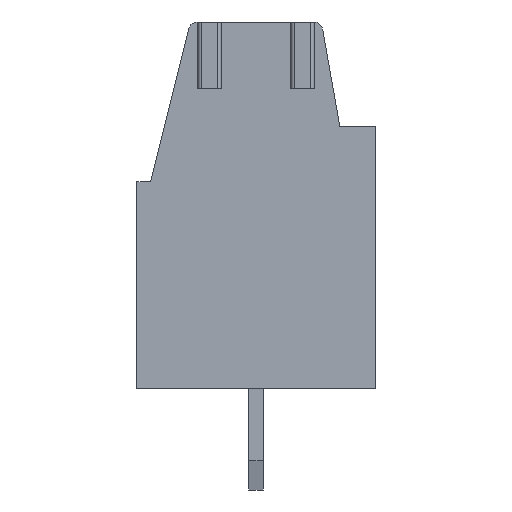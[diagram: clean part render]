
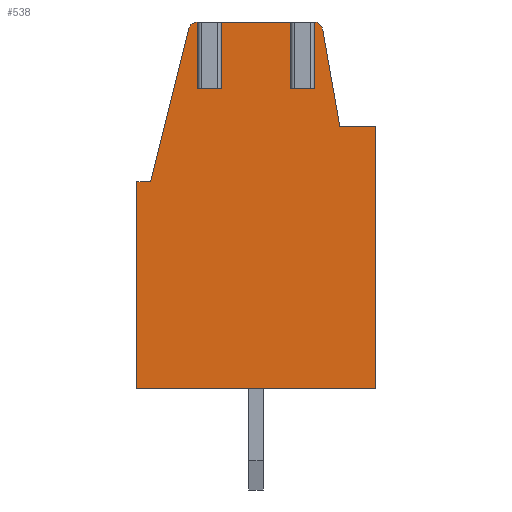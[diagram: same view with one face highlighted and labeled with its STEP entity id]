
A CAD part, left-side view. The second image highlights one B-rep face of the part: STEP entity #538.
In plain terms, the highlighted planar face has unit normal (-1, 0, 0).
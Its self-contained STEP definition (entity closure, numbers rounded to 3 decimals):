
#538 = ADVANCED_FACE( '', ( #1165 ), #1166, .T. );
#1165 = FACE_OUTER_BOUND( '', #1874, .T. );
#1166 = PLANE( '', #1875 );
#1874 = EDGE_LOOP( '', ( #3381, #3382, #3383, #3384, #3385, #3386, #3387, #3388, #3389, #3390, #3391, #3392, #3393, #3394, #3395, #3396, #3397, #3398 ) );
#1875 = AXIS2_PLACEMENT_3D( '', #3399, #3400, #3401 );
#3381 = ORIENTED_EDGE( '', *, *, #4722, .T. );
#3382 = ORIENTED_EDGE( '', *, *, #4634, .T. );
#3383 = ORIENTED_EDGE( '', *, *, #4802, .T. );
#3384 = ORIENTED_EDGE( '', *, *, #4803, .T. );
#3385 = ORIENTED_EDGE( '', *, *, #4549, .T. );
#3386 = ORIENTED_EDGE( '', *, *, #4500, .T. );
#3387 = ORIENTED_EDGE( '', *, *, #4804, .T. );
#3388 = ORIENTED_EDGE( '', *, *, #4805, .F. );
#3389 = ORIENTED_EDGE( '', *, *, #4806, .T. );
#3390 = ORIENTED_EDGE( '', *, *, #4807, .T. );
#3391 = ORIENTED_EDGE( '', *, *, #4808, .T. );
#3392 = ORIENTED_EDGE( '', *, *, #4515, .F. );
#3393 = ORIENTED_EDGE( '', *, *, #4809, .F. );
#3394 = ORIENTED_EDGE( '', *, *, #4597, .T. );
#3395 = ORIENTED_EDGE( '', *, *, #4810, .F. );
#3396 = ORIENTED_EDGE( '', *, *, #4811, .T. );
#3397 = ORIENTED_EDGE( '', *, *, #4812, .T. );
#3398 = ORIENTED_EDGE( '', *, *, #4813, .T. );
#3399 = CARTESIAN_POINT( '', ( -28.069, 271.943, -29.87 ) );
#3400 = DIRECTION( '', ( -1., 0., 0. ) );
#3401 = DIRECTION( '', ( 0., -1., 0. ) );
#4500 = EDGE_CURVE( '', #5537, #5534, #5538, .T. );
#4515 = EDGE_CURVE( '', #5561, #5562, #5563, .T. );
#4549 = EDGE_CURVE( '', #5612, #5537, #5613, .T. );
#4597 = EDGE_CURVE( '', #5683, #5684, #5685, .T. );
#4634 = EDGE_CURVE( '', #5738, #5736, #5739, .T. );
#4722 = EDGE_CURVE( '', #5865, #5738, #5866, .T. );
#4802 = EDGE_CURVE( '', #5736, #5973, #5974, .T. );
#4803 = EDGE_CURVE( '', #5973, #5612, #5975, .T. );
#4804 = EDGE_CURVE( '', #5534, #5976, #5977, .T. );
#4805 = EDGE_CURVE( '', #5978, #5976, #5979, .T. );
#4806 = EDGE_CURVE( '', #5978, #5980, #5981, .T. );
#4807 = EDGE_CURVE( '', #5980, #5982, #5983, .T. );
#4808 = EDGE_CURVE( '', #5982, #5562, #5984, .T. );
#4809 = EDGE_CURVE( '', #5683, #5561, #5985, .T. );
#4810 = EDGE_CURVE( '', #5986, #5684, #5987, .T. );
#4811 = EDGE_CURVE( '', #5986, #5988, #5989, .T. );
#4812 = EDGE_CURVE( '', #5988, #5990, #5991, .T. );
#4813 = EDGE_CURVE( '', #5990, #5865, #5992, .T. );
#5534 = VERTEX_POINT( '', #6989 );
#5537 = VERTEX_POINT( '', #6993 );
#5538 = CIRCLE( '', #6994, 0.3 );
#5561 = VERTEX_POINT( '', #7042 );
#5562 = VERTEX_POINT( '', #7043 );
#5563 = LINE( '', #7044, #7045 );
#5612 = VERTEX_POINT( '', #7111 );
#5613 = LINE( '', #7112, #7113 );
#5683 = VERTEX_POINT( '', #7229 );
#5684 = VERTEX_POINT( '', #7230 );
#5685 = LINE( '', #7231, #7232 );
#5736 = VERTEX_POINT( '', #7308 );
#5738 = VERTEX_POINT( '', #7311 );
#5739 = LINE( '', #7312, #7313 );
#5865 = VERTEX_POINT( '', #7500 );
#5866 = LINE( '', #7501, #7502 );
#5973 = VERTEX_POINT( '', #7659 );
#5974 = LINE( '', #7660, #7661 );
#5975 = LINE( '', #7662, #7663 );
#5976 = VERTEX_POINT( '', #7664 );
#5977 = LINE( '', #7665, #7666 );
#5978 = VERTEX_POINT( '', #7667 );
#5979 = LINE( '', #7668, #7669 );
#5980 = VERTEX_POINT( '', #7670 );
#5981 = LINE( '', #7671, #7672 );
#5982 = VERTEX_POINT( '', #7673 );
#5983 = LINE( '', #7674, #7675 );
#5984 = LINE( '', #7676, #7677 );
#5985 = LINE( '', #7678, #7679 );
#5986 = VERTEX_POINT( '', #7680 );
#5987 = LINE( '', #7681, #7682 );
#5988 = VERTEX_POINT( '', #7683 );
#5989 = CIRCLE( '', #7684, 0.3 );
#5990 = VERTEX_POINT( '', #7685 );
#5991 = LINE( '', #7686, #7687 );
#5992 = LINE( '', #7688, #7689 );
#6989 = CARTESIAN_POINT( '', ( -28.069, 271.943, -29.57 ) );
#6993 = CARTESIAN_POINT( '', ( -28.069, 271.647, -29.817 ) );
#6994 = AXIS2_PLACEMENT_3D( '', #8335, #8336, #8337 );
#7042 = CARTESIAN_POINT( '', ( -28.069, 275.172, -31.87 ) );
#7043 = CARTESIAN_POINT( '', ( -28.069, 275.172, -29.57 ) );
#7044 = CARTESIAN_POINT( '', ( -28.069, 275.172, -42.171 ) );
#7045 = VECTOR( '', #8354, 1000. );
#7111 = CARTESIAN_POINT( '', ( -28.069, 271.056, -33.17 ) );
#7112 = CARTESIAN_POINT( '', ( -28.069, 271.647, -29.817 ) );
#7113 = VECTOR( '', #8390, 1000. );
#7229 = CARTESIAN_POINT( '', ( -28.069, 275.919, -31.87 ) );
#7230 = CARTESIAN_POINT( '', ( -28.069, 275.919, -29.57 ) );
#7231 = CARTESIAN_POINT( '', ( -28.069, 275.919, -42.171 ) );
#7232 = VECTOR( '', #8437, 1000. );
#7308 = CARTESIAN_POINT( '', ( -28.069, 269.841, -42.17 ) );
#7311 = CARTESIAN_POINT( '', ( -28.069, 278.041, -42.17 ) );
#7312 = CARTESIAN_POINT( '', ( -28.069, 269.841, -42.17 ) );
#7313 = VECTOR( '', #8470, 1000. );
#7500 = CARTESIAN_POINT( '', ( -28.069, 278.041, -35.07 ) );
#7501 = CARTESIAN_POINT( '', ( -28.069, 278.041, -42.17 ) );
#7502 = VECTOR( '', #8547, 1000. );
#7659 = CARTESIAN_POINT( '', ( -28.069, 269.841, -33.17 ) );
#7660 = CARTESIAN_POINT( '', ( -28.069, 269.841, -33.17 ) );
#7661 = VECTOR( '', #8621, 1000. );
#7662 = CARTESIAN_POINT( '', ( -28.069, 271.056, -33.17 ) );
#7663 = VECTOR( '', #8622, 1000. );
#7664 = CARTESIAN_POINT( '', ( -28.069, 271.972, -29.57 ) );
#7665 = CARTESIAN_POINT( '', ( -28.069, 275.957, -29.57 ) );
#7666 = VECTOR( '', #8623, 1000. );
#7667 = CARTESIAN_POINT( '', ( -28.069, 271.972, -31.87 ) );
#7668 = CARTESIAN_POINT( '', ( -28.069, 271.972, -42.171 ) );
#7669 = VECTOR( '', #8624, 1000. );
#7670 = CARTESIAN_POINT( '', ( -28.069, 272.719, -31.87 ) );
#7671 = CARTESIAN_POINT( '', ( -28.069, 272.748, -31.87 ) );
#7672 = VECTOR( '', #8625, 1000. );
#7673 = CARTESIAN_POINT( '', ( -28.069, 272.719, -29.57 ) );
#7674 = CARTESIAN_POINT( '', ( -28.069, 272.719, -42.171 ) );
#7675 = VECTOR( '', #8626, 1000. );
#7676 = CARTESIAN_POINT( '', ( -28.069, 275.957, -29.57 ) );
#7677 = VECTOR( '', #8627, 1000. );
#7678 = CARTESIAN_POINT( '', ( -28.069, 275.143, -31.87 ) );
#7679 = VECTOR( '', #8628, 1000. );
#7680 = CARTESIAN_POINT( '', ( -28.069, 275.957, -29.57 ) );
#7681 = CARTESIAN_POINT( '', ( -28.069, 275.957, -29.57 ) );
#7682 = VECTOR( '', #8629, 1000. );
#7683 = CARTESIAN_POINT( '', ( -28.069, 276.248, -29.797 ) );
#7684 = AXIS2_PLACEMENT_3D( '', #8630, #8631, #8632 );
#7685 = CARTESIAN_POINT( '', ( -28.069, 277.562, -35.07 ) );
#7686 = CARTESIAN_POINT( '', ( -28.069, 277.562, -35.07 ) );
#7687 = VECTOR( '', #8633, 1000. );
#7688 = CARTESIAN_POINT( '', ( -28.069, 278.041, -35.07 ) );
#7689 = VECTOR( '', #8634, 1000. );
#8335 = CARTESIAN_POINT( '', ( -28.069, 271.943, -29.87 ) );
#8336 = DIRECTION( '', ( -1., 0., 0. ) );
#8337 = DIRECTION( '', ( 0., 0.643, -0.766 ) );
#8354 = DIRECTION( '', ( 0., 0., 1. ) );
#8390 = DIRECTION( '', ( 0., 0.174, 0.985 ) );
#8437 = DIRECTION( '', ( 0., 0., 1. ) );
#8470 = DIRECTION( '', ( 0., -1., 0. ) );
#8547 = DIRECTION( '', ( 0., 0., -1. ) );
#8621 = DIRECTION( '', ( 0., 0., 1. ) );
#8622 = DIRECTION( '', ( 0., 1., 0. ) );
#8623 = DIRECTION( '', ( 0., 1., 0. ) );
#8624 = DIRECTION( '', ( 0., 0., 1. ) );
#8625 = DIRECTION( '', ( 0., 1., 0. ) );
#8626 = DIRECTION( '', ( 0., 0., 1. ) );
#8627 = DIRECTION( '', ( 0., 1., 0. ) );
#8628 = DIRECTION( '', ( 0., -1., 0. ) );
#8629 = DIRECTION( '', ( 0., -1., 0. ) );
#8630 = CARTESIAN_POINT( '', ( -28.069, 275.957, -29.87 ) );
#8631 = DIRECTION( '', ( -1., 0., 0. ) );
#8632 = DIRECTION( '', ( 0., -0.616, -0.788 ) );
#8633 = DIRECTION( '', ( 0., 0.242, -0.97 ) );
#8634 = DIRECTION( '', ( 0., 1., 0. ) );
